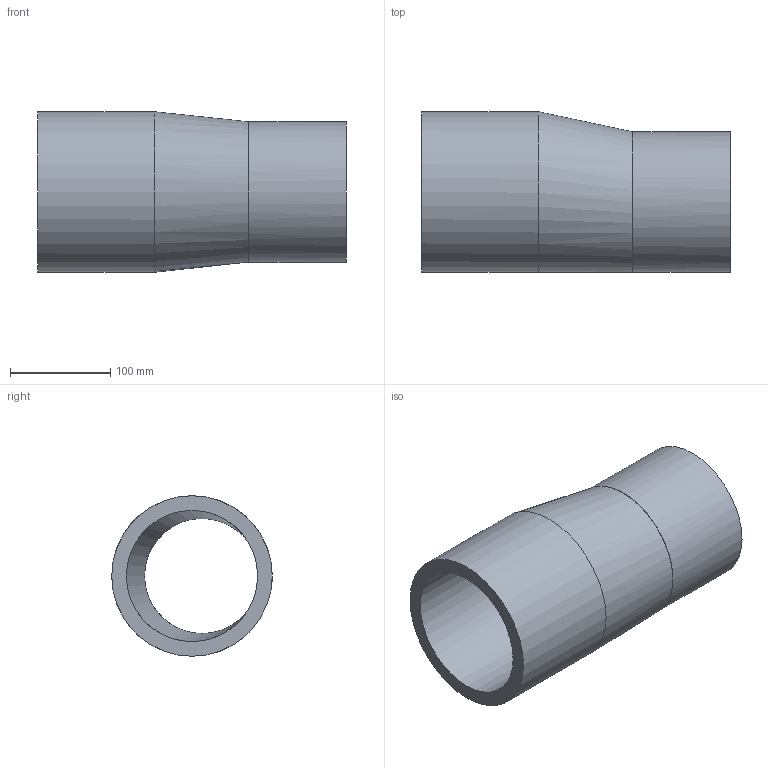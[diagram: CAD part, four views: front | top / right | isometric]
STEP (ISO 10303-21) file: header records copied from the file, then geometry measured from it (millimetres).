
FILE_DESCRIPTION(/* description */ ('PE100 Eccentric Reduction Long, Ø160-140, SDR11'),/* implementation_level */ '2;1');
FILE_NAME(/* name */ 'REL-EX11-RC-160-140',/* time_stamp */ '2021-11-23T10:33:11+01:00',/* author */ ('COAB Solutions'),/* organization */ ('GPA Flowsystem'),/* preprocessor_version */ 'ST-DEVELOPER v18.1',/* originating_system */ 'www.coabsolutions.com',/* authorisation */ '');
FILE_SCHEMA (('AUTOMOTIVE_DESIGN { 1 0 10303 214 3 1 1 }'));
Length unit declared in the file: millimetre
Products named in the file (1): REL-EX11-RC-160-140
Bounding box: 308 x 160 x 160 mm (x, y, z)
Volume: 1822591.5 mm3; surface area: 277300.6 mm2
Topology: 1 solids, 1 shells, 9 faces, 25 edges, 16 vertices
Faces by surface type: cylinder 4, bspline 3, plane 2
Full cylindrical faces by diameter (mm): 114.6 x1, 130.8 x1, 140 x1, 160 x1
Entity records: 617 total; most frequent: CARTESIAN_POINT 355, ORIENTED_EDGE 46, DIRECTION 46, EDGE_CURVE 23, AXIS2_PLACEMENT_3D 21, VERTEX_POINT 16, CIRCLE 14, EDGE_LOOP 11
